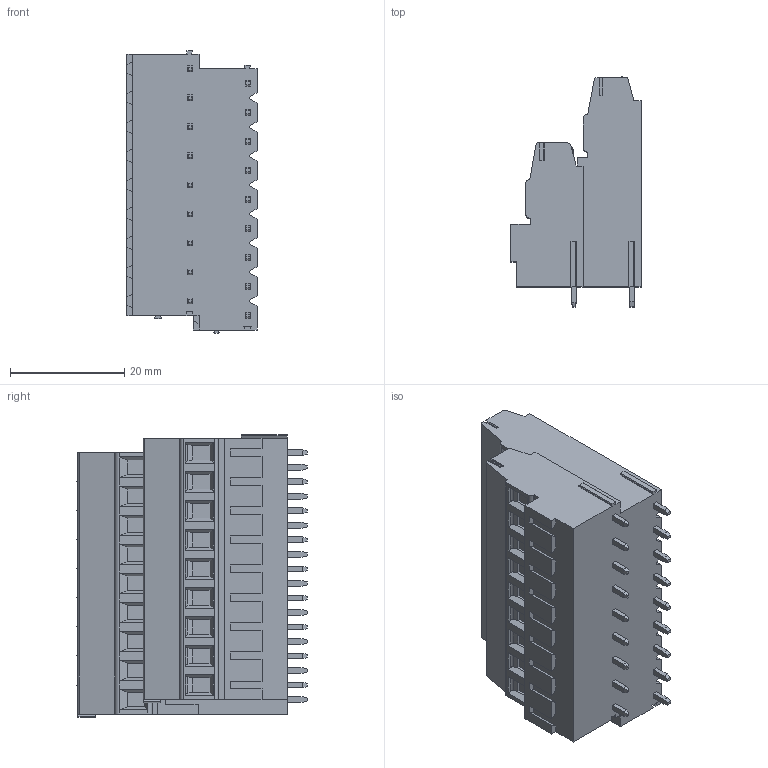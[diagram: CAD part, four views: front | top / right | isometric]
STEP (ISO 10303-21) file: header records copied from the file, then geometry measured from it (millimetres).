
FILE_DESCRIPTION((''),'2;1');
FILE_NAME('TL338VH2L-XXP-XS','2025-02-20T',('yanfa'),(''),'PRO/ENGINEER BY PARAMETRIC TECHNOLOGY CORPORATION, 2009280','PRO/ENGINEER BY PARAMETRIC TECHNOLOGY CORPORATION, 2009280','');
FILE_SCHEMA(('AUTOMOTIVE_DESIGN_CC2 { 1 2 10303 214 -1 1 5 2 }'));
Length unit declared in the file: millimetre
Products named in the file (1): TL338VH2L-XXP-XS
Bounding box: 22.8 x 40.3 x 49.41 mm (x, y, z)
Volume: 26809.9 mm3; surface area: 9094.2 mm2
Topology: 1 solids, 1 shells, 958 faces, 2391 edges, 1481 vertices
Faces by surface type: plane 639, cylinder 186, cone 72, torus 36, sphere 25
Entity records: 28248 total; most frequent: CARTESIAN_POINT 5390, ORIENTED_EDGE 4750, DIRECTION 4677, EDGE_CURVE 2375, VECTOR 1755, LINE 1755, VERTEX_POINT 1481, AXIS2_PLACEMENT_3D 1461
